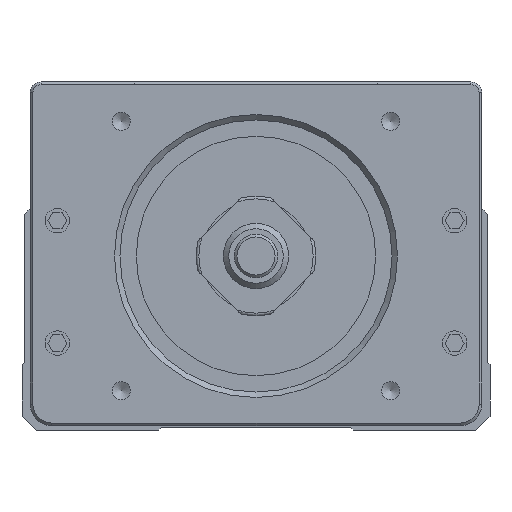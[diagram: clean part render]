
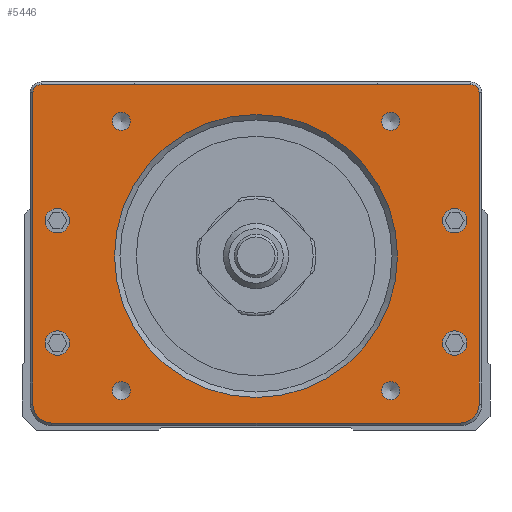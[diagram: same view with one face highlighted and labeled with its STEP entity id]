
A CAD part, front view. The second image highlights one B-rep face of the part: STEP entity #5446.
In plain terms, the highlighted planar face has unit normal (0, -1, 0).
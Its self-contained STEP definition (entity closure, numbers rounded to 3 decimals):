
#1257=PLANE('',#18273);
#2108=LINE('',#25350,#3853);
#2109=LINE('',#25355,#3854);
#2110=LINE('',#25359,#3855);
#2111=LINE('',#25363,#3856);
#3853=VECTOR('',#20098,1.);
#3854=VECTOR('',#20101,1.);
#3855=VECTOR('',#20104,1.);
#3856=VECTOR('',#20107,1.);
#5446=ADVANCED_FACE('',(#6722,#6723,#6724,#6725,#6726,#6727,#6728,#6729,
#6730,#6731),#1257,.F.);
#6722=FACE_BOUND('',#7299,.T.);
#6723=FACE_BOUND('',#7300,.T.);
#6724=FACE_BOUND('',#7301,.T.);
#6725=FACE_BOUND('',#7302,.T.);
#6726=FACE_BOUND('',#7303,.T.);
#6727=FACE_BOUND('',#7304,.T.);
#6728=FACE_BOUND('',#7305,.T.);
#6729=FACE_BOUND('',#7306,.T.);
#6730=FACE_BOUND('',#7307,.T.);
#6731=FACE_BOUND('',#7308,.T.);
#7299=EDGE_LOOP('',(#8873));
#7300=EDGE_LOOP('',(#8874));
#7301=EDGE_LOOP('',(#8875));
#7302=EDGE_LOOP('',(#8876));
#7303=EDGE_LOOP('',(#8877));
#7304=EDGE_LOOP('',(#8878,#8879,#8880,#8881,#8882,#8883,#8884,#8885));
#7305=EDGE_LOOP('',(#8886));
#7306=EDGE_LOOP('',(#8887));
#7307=EDGE_LOOP('',(#8888));
#7308=EDGE_LOOP('',(#8889));
#8873=ORIENTED_EDGE('',*,*,#15450,.T.);
#8874=ORIENTED_EDGE('',*,*,#15451,.T.);
#8875=ORIENTED_EDGE('',*,*,#15452,.T.);
#8876=ORIENTED_EDGE('',*,*,#15453,.T.);
#8877=ORIENTED_EDGE('',*,*,#15454,.T.);
#8878=ORIENTED_EDGE('',*,*,#15455,.T.);
#8879=ORIENTED_EDGE('',*,*,#15456,.T.);
#8880=ORIENTED_EDGE('',*,*,#15457,.T.);
#8881=ORIENTED_EDGE('',*,*,#15458,.T.);
#8882=ORIENTED_EDGE('',*,*,#15459,.T.);
#8883=ORIENTED_EDGE('',*,*,#15460,.T.);
#8884=ORIENTED_EDGE('',*,*,#15461,.T.);
#8885=ORIENTED_EDGE('',*,*,#15462,.T.);
#8886=ORIENTED_EDGE('',*,*,#15463,.T.);
#8887=ORIENTED_EDGE('',*,*,#15464,.T.);
#8888=ORIENTED_EDGE('',*,*,#15465,.T.);
#8889=ORIENTED_EDGE('',*,*,#15466,.T.);
#13746=VERTEX_POINT('',#25341);
#13747=VERTEX_POINT('',#25343);
#13748=VERTEX_POINT('',#25345);
#13749=VERTEX_POINT('',#25347);
#13750=VERTEX_POINT('',#25349);
#13751=VERTEX_POINT('',#25351);
#13752=VERTEX_POINT('',#25352);
#13753=VERTEX_POINT('',#25354);
#13754=VERTEX_POINT('',#25356);
#13755=VERTEX_POINT('',#25358);
#13756=VERTEX_POINT('',#25360);
#13757=VERTEX_POINT('',#25362);
#13758=VERTEX_POINT('',#25364);
#13759=VERTEX_POINT('',#25367);
#13760=VERTEX_POINT('',#25369);
#13761=VERTEX_POINT('',#25371);
#13762=VERTEX_POINT('',#25373);
#15450=EDGE_CURVE('',#13746,#13746,#17692,.T.);
#15451=EDGE_CURVE('',#13747,#13747,#17693,.T.);
#15452=EDGE_CURVE('',#13748,#13748,#17694,.T.);
#15453=EDGE_CURVE('',#13749,#13749,#17695,.T.);
#15454=EDGE_CURVE('',#13750,#13750,#17696,.T.);
#15455=EDGE_CURVE('',#13751,#13752,#2108,.T.);
#15456=EDGE_CURVE('',#13752,#13753,#17697,.T.);
#15457=EDGE_CURVE('',#13753,#13754,#2109,.T.);
#15458=EDGE_CURVE('',#13754,#13755,#17698,.T.);
#15459=EDGE_CURVE('',#13755,#13756,#2110,.T.);
#15460=EDGE_CURVE('',#13756,#13757,#17699,.T.);
#15461=EDGE_CURVE('',#13757,#13758,#2111,.T.);
#15462=EDGE_CURVE('',#13758,#13751,#17700,.T.);
#15463=EDGE_CURVE('',#13759,#13759,#17701,.T.);
#15464=EDGE_CURVE('',#13760,#13760,#17702,.T.);
#15465=EDGE_CURVE('',#13761,#13761,#17703,.T.);
#15466=EDGE_CURVE('',#13762,#13762,#17704,.T.);
#17692=CIRCLE('',#18260,26.);
#17693=CIRCLE('',#18261,1.65);
#17694=CIRCLE('',#18262,1.65);
#17695=CIRCLE('',#18263,1.65);
#17696=CIRCLE('',#18264,1.65);
#17697=CIRCLE('',#18265,1.5);
#17698=CIRCLE('',#18266,1.5);
#17699=CIRCLE('',#18267,3.5);
#17700=CIRCLE('',#18268,3.5);
#17701=CIRCLE('',#18269,2.25);
#17702=CIRCLE('',#18270,2.25);
#17703=CIRCLE('',#18271,2.25);
#17704=CIRCLE('',#18272,2.25);
#18260=AXIS2_PLACEMENT_3D('',#25340,#20088,#20089);
#18261=AXIS2_PLACEMENT_3D('',#25342,#20090,#20091);
#18262=AXIS2_PLACEMENT_3D('',#25344,#20092,#20093);
#18263=AXIS2_PLACEMENT_3D('',#25346,#20094,#20095);
#18264=AXIS2_PLACEMENT_3D('',#25348,#20096,#20097);
#18265=AXIS2_PLACEMENT_3D('',#25353,#20099,#20100);
#18266=AXIS2_PLACEMENT_3D('',#25357,#20102,#20103);
#18267=AXIS2_PLACEMENT_3D('',#25361,#20105,#20106);
#18268=AXIS2_PLACEMENT_3D('',#25365,#20108,#20109);
#18269=AXIS2_PLACEMENT_3D('',#25366,#20110,#20111);
#18270=AXIS2_PLACEMENT_3D('',#25368,#20112,#20113);
#18271=AXIS2_PLACEMENT_3D('',#25370,#20114,#20115);
#18272=AXIS2_PLACEMENT_3D('',#25372,#20116,#20117);
#18273=AXIS2_PLACEMENT_3D('',#25374,#20118,#20119);
#20088=DIRECTION('',(0.,1.,0.));
#20089=DIRECTION('',(0.,0.,1.));
#20090=DIRECTION('',(0.,1.,0.));
#20091=DIRECTION('',(0.,0.,1.));
#20092=DIRECTION('',(0.,1.,0.));
#20093=DIRECTION('',(0.,0.,1.));
#20094=DIRECTION('',(0.,1.,0.));
#20095=DIRECTION('',(0.,0.,1.));
#20096=DIRECTION('',(0.,1.,0.));
#20097=DIRECTION('',(0.,0.,1.));
#20098=DIRECTION('',(0.,0.,1.));
#20099=DIRECTION('',(0.,-1.,0.));
#20100=DIRECTION('',(0.,0.,1.));
#20101=DIRECTION('',(-1.,0.,0.));
#20102=DIRECTION('',(0.,-1.,0.));
#20103=DIRECTION('',(0.,0.,1.));
#20104=DIRECTION('',(0.,0.,-1.));
#20105=DIRECTION('',(0.,-1.,0.));
#20106=DIRECTION('',(0.,0.,1.));
#20107=DIRECTION('',(1.,0.,0.));
#20108=DIRECTION('',(0.,-1.,0.));
#20109=DIRECTION('',(0.,0.,1.));
#20110=DIRECTION('',(0.,1.,0.));
#20111=DIRECTION('',(0.,0.,1.));
#20112=DIRECTION('',(0.,1.,0.));
#20113=DIRECTION('',(0.,0.,1.));
#20114=DIRECTION('',(0.,1.,0.));
#20115=DIRECTION('',(0.,0.,1.));
#20116=DIRECTION('',(0.,1.,0.));
#20117=DIRECTION('',(0.,0.,1.));
#20118=DIRECTION('',(0.,1.,0.));
#20119=DIRECTION('',(0.,0.,-1.));
#25340=CARTESIAN_POINT('',(0.,-236.633,32.));
#25341=CARTESIAN_POINT('',(0.,-236.633,58.));
#25342=CARTESIAN_POINT('',(-24.749,-236.633,56.749));
#25343=CARTESIAN_POINT('',(-24.749,-236.633,58.399));
#25344=CARTESIAN_POINT('',(-24.749,-236.633,7.251));
#25345=CARTESIAN_POINT('',(-24.749,-236.633,8.901));
#25346=CARTESIAN_POINT('',(24.749,-236.633,7.251));
#25347=CARTESIAN_POINT('',(24.749,-236.633,8.901));
#25348=CARTESIAN_POINT('',(24.749,-236.633,56.749));
#25349=CARTESIAN_POINT('',(24.749,-236.633,58.399));
#25350=CARTESIAN_POINT('',(41.,-236.633,60.));
#25351=CARTESIAN_POINT('',(41.,-236.633,4.8));
#25352=CARTESIAN_POINT('',(41.,-236.633,62.));
#25353=CARTESIAN_POINT('',(39.5,-236.633,62.));
#25354=CARTESIAN_POINT('',(39.5,-236.633,63.5));
#25355=CARTESIAN_POINT('',(39.,-236.633,63.5));
#25356=CARTESIAN_POINT('',(-39.5,-236.633,63.5));
#25357=CARTESIAN_POINT('',(-39.5,-236.633,62.));
#25358=CARTESIAN_POINT('',(-41.,-236.633,62.));
#25359=CARTESIAN_POINT('',(-41.,-236.633,60.));
#25360=CARTESIAN_POINT('',(-41.,-236.633,4.8));
#25361=CARTESIAN_POINT('',(-37.5,-236.633,4.8));
#25362=CARTESIAN_POINT('',(-37.5,-236.633,1.3));
#25363=CARTESIAN_POINT('',(39.,-236.633,1.3));
#25364=CARTESIAN_POINT('',(37.5,-236.633,1.3));
#25365=CARTESIAN_POINT('',(37.5,-236.633,4.8));
#25366=CARTESIAN_POINT('',(-36.5,-236.633,38.5));
#25367=CARTESIAN_POINT('',(-36.5,-236.633,40.75));
#25368=CARTESIAN_POINT('',(-36.5,-236.633,16.));
#25369=CARTESIAN_POINT('',(-36.5,-236.633,18.25));
#25370=CARTESIAN_POINT('',(36.5,-236.633,38.5));
#25371=CARTESIAN_POINT('',(36.5,-236.633,40.75));
#25372=CARTESIAN_POINT('',(36.5,-236.633,16.));
#25373=CARTESIAN_POINT('',(36.5,-236.633,18.25));
#25374=CARTESIAN_POINT('',(39.,-236.633,60.));
